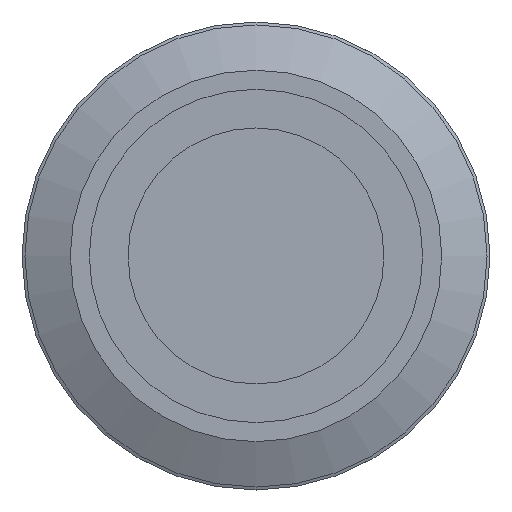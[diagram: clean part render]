
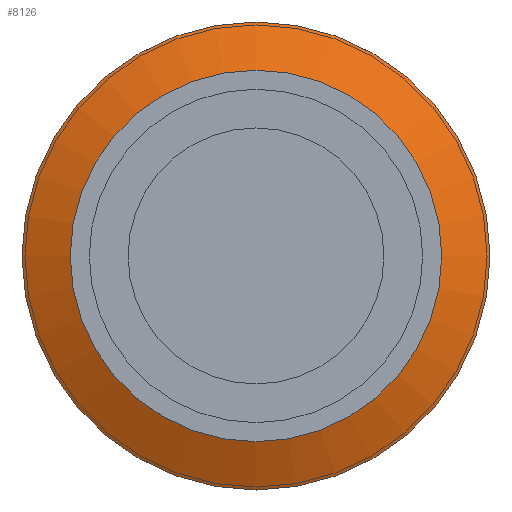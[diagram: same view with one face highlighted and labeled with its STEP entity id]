
A CAD part, top view. The second image highlights one B-rep face of the part: STEP entity #8126.
In plain terms, the highlighted conical face has half-angle 65.556 degrees and reference radius 14.35 mm.
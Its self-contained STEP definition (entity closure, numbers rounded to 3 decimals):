
#27=CONICAL_SURFACE('',#8720,14.35,1.144);
#534=FACE_OUTER_BOUND('',#1010,.T.);
#1010=EDGE_LOOP('',(#5915,#5916,#5917,#5918,#5919,#5920));
#1512=CIRCLE('',#8716,12.7);
#1513=CIRCLE('',#8717,12.7);
#1516=CIRCLE('',#8721,16.);
#1517=CIRCLE('',#8722,16.);
#2076=LINE('',#12851,#2832);
#2832=VECTOR('',#10058,14.35);
#3616=VERTEX_POINT('',#12841);
#3617=VERTEX_POINT('',#12842);
#3620=VERTEX_POINT('',#12850);
#3621=VERTEX_POINT('',#12852);
#4479=EDGE_CURVE('',#3616,#3617,#1512,.T.);
#4480=EDGE_CURVE('',#3617,#3616,#1513,.T.);
#4483=EDGE_CURVE('',#3617,#3620,#2076,.T.);
#4484=EDGE_CURVE('',#3621,#3620,#1516,.T.);
#4485=EDGE_CURVE('',#3620,#3621,#1517,.T.);
#5915=ORIENTED_EDGE('',*,*,#4479,.F.);
#5916=ORIENTED_EDGE('',*,*,#4480,.F.);
#5917=ORIENTED_EDGE('',*,*,#4483,.T.);
#5918=ORIENTED_EDGE('',*,*,#4484,.F.);
#5919=ORIENTED_EDGE('',*,*,#4485,.F.);
#5920=ORIENTED_EDGE('',*,*,#4483,.F.);
#8126=ADVANCED_FACE('',(#534),#27,.T.);
#8716=AXIS2_PLACEMENT_3D('',#12843,#10048,#10049);
#8717=AXIS2_PLACEMENT_3D('',#12844,#10050,#10051);
#8720=AXIS2_PLACEMENT_3D('',#12849,#10056,#10057);
#8721=AXIS2_PLACEMENT_3D('',#12853,#10059,#10060);
#8722=AXIS2_PLACEMENT_3D('',#12854,#10061,#10062);
#10048=DIRECTION('center_axis',(0.,0.,
1.));
#10049=DIRECTION('ref_axis',(0.,1.,0.));
#10050=DIRECTION('center_axis',(0.,0.,
1.));
#10051=DIRECTION('ref_axis',(0.,1.,0.));
#10056=DIRECTION('center_axis',(0.,0.,
-1.));
#10057=DIRECTION('ref_axis',(0.,1.,0.));
#10058=DIRECTION('',(0.,-0.91,-0.414));
#10059=DIRECTION('center_axis',(0.,0.,
-1.));
#10060=DIRECTION('ref_axis',(1.,0.,0.));
#10061=DIRECTION('center_axis',(0.,0.,
-1.));
#10062=DIRECTION('ref_axis',(1.,0.,0.));
#12841=CARTESIAN_POINT('',(0.,12.7,40.5));
#12842=CARTESIAN_POINT('',(0.,-12.7,40.5));
#12843=CARTESIAN_POINT('Origin',(0.,0.,
40.5));
#12844=CARTESIAN_POINT('Origin',(0.,0.,
40.5));
#12849=CARTESIAN_POINT('Origin',(0.,0.,
39.75));
#12850=CARTESIAN_POINT('',(0.,-16.,39.));
#12851=CARTESIAN_POINT('',(0.,-14.35,39.75));
#12852=CARTESIAN_POINT('',(-16.,0.,39.));
#12853=CARTESIAN_POINT('Origin',(0.,0.,
39.));
#12854=CARTESIAN_POINT('Origin',(0.,0.,
39.));
